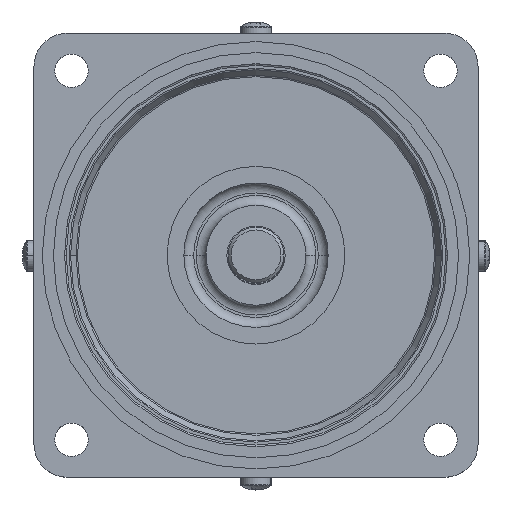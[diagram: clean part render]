
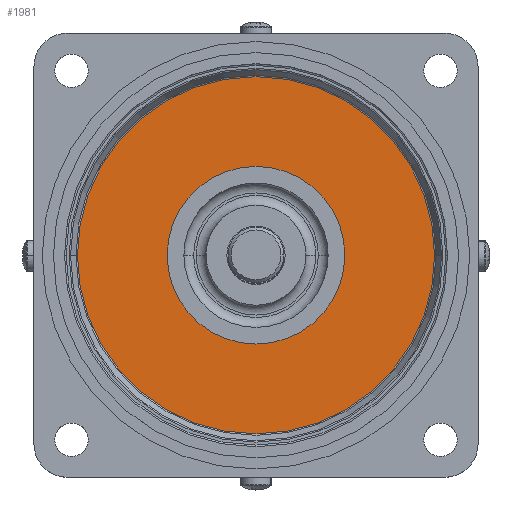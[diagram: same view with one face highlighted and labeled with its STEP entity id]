
A CAD part, top view. The second image highlights one B-rep face of the part: STEP entity #1981.
In plain terms, the highlighted planar face has unit normal (0, 0, 1).
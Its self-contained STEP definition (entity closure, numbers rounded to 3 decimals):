
#231 = DIRECTION ( 'NONE',  ( -1., 0., 0. ) ) ;
#248 = ORIENTED_EDGE ( 'NONE', *, *, #4942, .T. ) ;
#335 = CIRCLE ( 'NONE', #5754, 16. ) ;
#413 = DIRECTION ( 'NONE',  ( 1., 0., 0. ) ) ;
#872 = CARTESIAN_POINT ( 'NONE',  ( -47.446, -67.6, 819.657 ) ) ;
#918 = DIRECTION ( 'NONE',  ( 0., 0., 1. ) ) ;
#953 = PLANE ( 'NONE',  #4647 ) ;
#976 = CIRCLE ( 'NONE', #2215, 32.172 ) ;
#1427 = AXIS2_PLACEMENT_3D ( 'NONE', #2057, #5026, #7971 ) ;
#1461 = EDGE_LOOP ( 'NONE', ( #248, #2444 ) ) ;
#1557 = VERTEX_POINT ( 'NONE', #872 ) ;
#1981 = ADVANCED_FACE ( 'NONE', ( #4657, #7615 ), #953, .F. ) ;
#2053 = DIRECTION ( 'NONE',  ( 1., 0., 0. ) ) ;
#2057 = CARTESIAN_POINT ( 'NONE',  ( -79.618, -67.6, 819.657 ) ) ;
#2215 = AXIS2_PLACEMENT_3D ( 'NONE', #4113, #7083, #413 ) ;
#2444 = ORIENTED_EDGE ( 'NONE', *, *, #4451, .T. ) ;
#3178 = VERTEX_POINT ( 'NONE', #6517 ) ;
#3896 = DIRECTION ( 'NONE',  ( 1., 0., 0. ) ) ;
#3936 = CARTESIAN_POINT ( 'NONE',  ( -79.618, -67.6, 819.657 ) ) ;
#4113 = CARTESIAN_POINT ( 'NONE',  ( -79.618, -67.6, 819.657 ) ) ;
#4229 = AXIS2_PLACEMENT_3D ( 'NONE', #7578, #918, #3896 ) ;
#4443 = CARTESIAN_POINT ( 'NONE',  ( -63.618, -67.6, 819.657 ) ) ;
#4451 = EDGE_CURVE ( 'NONE', #6813, #1557, #5622, .T. ) ;
#4588 = EDGE_CURVE ( 'NONE', #3178, #8394, #8409, .T. ) ;
#4647 = AXIS2_PLACEMENT_3D ( 'NONE', #3936, #6895, #231 ) ;
#4657 = FACE_BOUND ( 'NONE', #5102, .T. ) ;
#4942 = EDGE_CURVE ( 'NONE', #1557, #6813, #976, .T. ) ;
#5026 = DIRECTION ( 'NONE',  ( 0., 0., 1. ) ) ;
#5102 = EDGE_LOOP ( 'NONE', ( #7726, #6956 ) ) ;
#5622 = CIRCLE ( 'NONE', #1427, 32.172 ) ;
#5734 = CARTESIAN_POINT ( 'NONE',  ( -79.618, -67.6, 819.657 ) ) ;
#5754 = AXIS2_PLACEMENT_3D ( 'NONE', #5734, #8680, #2053 ) ;
#6517 = CARTESIAN_POINT ( 'NONE',  ( -95.618, -67.6, 819.657 ) ) ;
#6813 = VERTEX_POINT ( 'NONE', #9185 ) ;
#6895 = DIRECTION ( 'NONE',  ( 0., 0., -1. ) ) ;
#6956 = ORIENTED_EDGE ( 'NONE', *, *, #4588, .F. ) ;
#7083 = DIRECTION ( 'NONE',  ( 0., 0., 1. ) ) ;
#7399 = EDGE_CURVE ( 'NONE', #8394, #3178, #335, .T. ) ;
#7578 = CARTESIAN_POINT ( 'NONE',  ( -79.618, -67.6, 819.657 ) ) ;
#7615 = FACE_OUTER_BOUND ( 'NONE', #1461, .T. ) ;
#7726 = ORIENTED_EDGE ( 'NONE', *, *, #7399, .F. ) ;
#7971 = DIRECTION ( 'NONE',  ( 1., 0., 0. ) ) ;
#8394 = VERTEX_POINT ( 'NONE', #4443 ) ;
#8409 = CIRCLE ( 'NONE', #4229, 16. ) ;
#8680 = DIRECTION ( 'NONE',  ( 0., 0., 1. ) ) ;
#9185 = CARTESIAN_POINT ( 'NONE',  ( -111.79, -67.6, 819.657 ) ) ;
